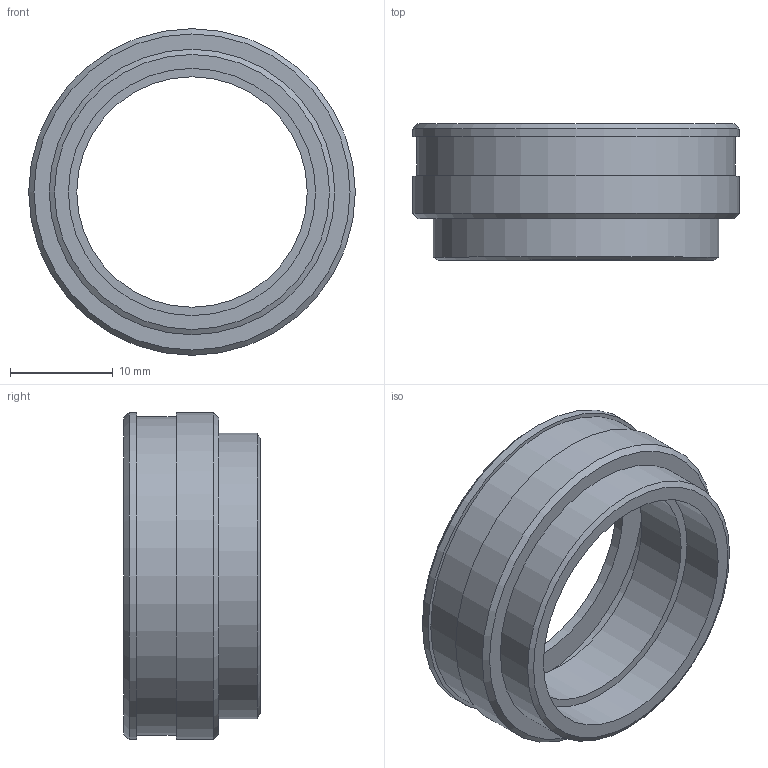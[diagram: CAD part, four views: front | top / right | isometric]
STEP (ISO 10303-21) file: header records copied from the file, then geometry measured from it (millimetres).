
FILE_DESCRIPTION((''),'2;1');
FILE_NAME('50014_0.stp','2006-07-17T10:03:36',('PODLENA'),(''),'Autodesk Inventor 10','Autodesk Inventor 10','');
FILE_SCHEMA(('AUTOMOTIVE_DESIGN { 1 0 10303 214 1 1 1 1 }'));
Length unit declared in the file: inch
Products named in the file (3): 50014_0; 50098; 50097
Assembly tree (2 placements, depth 2):
  50014_0
    50098
    50097
Bounding box: 31.75 x 13.26 x 31.75 mm (x, y, z)
Volume: 3531.1 mm3; surface area: 4435.2 mm2
Topology: 2 solids, 2 shells, 20 faces, 32 edges, 20 vertices
Faces by surface type: plane 8, cylinder 8, cone 4
Full cylindrical faces by diameter (mm): 22.403 x2, 24.028 x1, 27.762 x2, 30.988 x1, 31.75 x2
Entity records: 494 total; most frequent: DIRECTION 90, CARTESIAN_POINT 65, AXIS2_PLACEMENT_3D 45, ORIENTED_EDGE 40, EDGE_LOOP 40, VERTEX_POINT 20, CIRCLE 20, EDGE_CURVE 20
